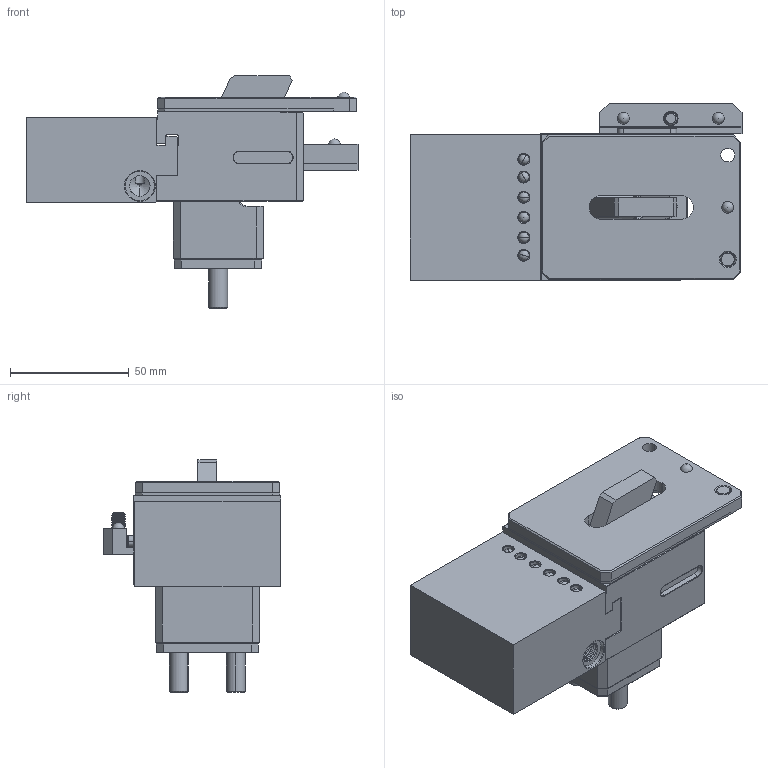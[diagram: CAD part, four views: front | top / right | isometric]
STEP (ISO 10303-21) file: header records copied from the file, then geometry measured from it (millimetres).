
FILE_DESCRIPTION (( 'STEP AP214' ), '1' );
FILE_NAME ('CR625522.STEP', '2024-07-22T12:57:46', ( '' ), ( '' ), 'SwSTEP 2.0', 'SolidWorks 2021', '' );
FILE_SCHEMA (( 'AUTOMOTIVE_DESIGN' ));
Length unit declared in the file: millimetre
Products named in the file (23): CR625522; iman_8x4; 9CS624014-B; torica_3.1x1i6; 9CS624022-D1; 9CR000000-F; 9CR425009-G; iman_6x2; Chaveta_25x5; 9CS624014-E; iman_14x4; Junta_tor_4x1.5; 9CR424509-C; iman_6x5; 9CR000000-T_91294A239; Bola_5; 9CS624014-T; iman_6x3; 9CS624022-D2; Bola_4i5; 9CS000000-G; 9CR625514-B_9CS423009-sin taladro; 9CS624022-C
Assembly tree (52 placements, depth 2):
  CR625522
    9CS624014-B
    9CS624022-C
    9CS624014-T  x2
    9CS624014-E
    iman_6x2
    9CS624022-D1
    9CS624022-D2
    Bola_5  x3
    9CS000000-G
    torica_3.1x1i6
    iman_14x4  x4
    iman_8x4  x6
    Chaveta_25x5
    9CR625514-B_9CS423009-sin taladro
    9CR425009-G  x5
    9CR424509-C  x5
    9CR000000-F
    9CR000000-T_91294A239
    Junta_tor_4x1.5  x5
    iman_6x5
    iman_6x3  x3
    Bola_4i5  x6
Bounding box: 140 x 75 x 98.1 mm (x, y, z)
Volume: 336937.1 mm3; surface area: 102844.7 mm2
Topology: 58 solids, 58 shells, 1513 faces, 3692 edges, 2313 vertices
Faces by surface type: plane 529, cylinder 389, cone 195, bspline 193, torus 189, sphere 18
Entity records: 51712 total; most frequent: CARTESIAN_POINT 22233, ORIENTED_EDGE 5458, DIRECTION 4776, EDGE_CURVE 2729, VERTEX_POINT 1735, AXIS2_PLACEMENT_3D 1684, LINE 1408, VECTOR 1408
